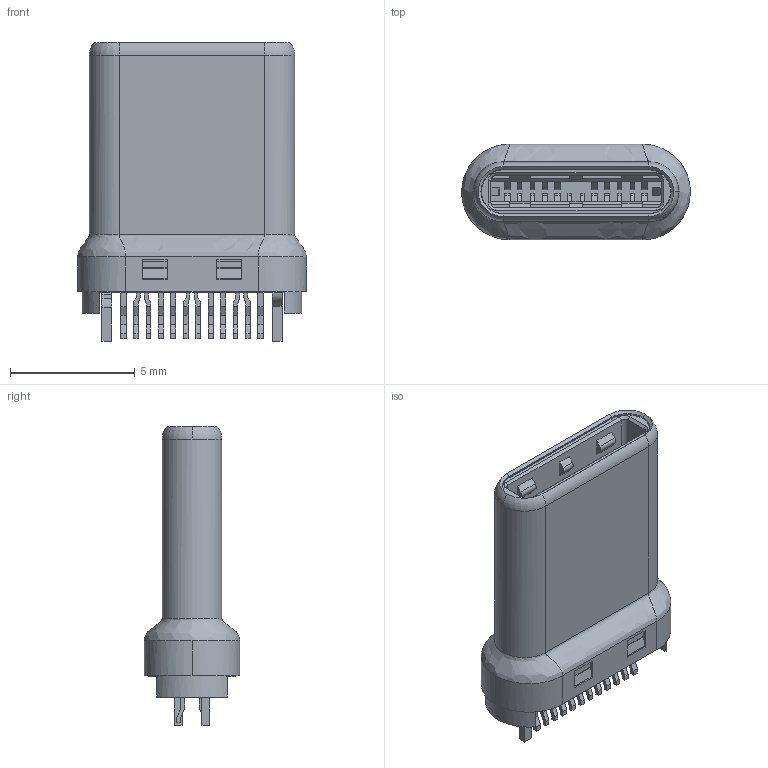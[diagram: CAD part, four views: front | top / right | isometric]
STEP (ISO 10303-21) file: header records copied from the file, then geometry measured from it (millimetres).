
FILE_DESCRIPTION (( 'STEP AP214' ), '1' );
FILE_NAME ('1054440001.STEP', '2019-08-29T12:44:52', ( '' ), ( '' ), 'SwSTEP 2.0', 'SolidWorks 2017', '' );
FILE_SCHEMA (( 'AUTOMOTIVE_DESIGN' ));
Length unit declared in the file: millimetre
Products named in the file (1): 1054440001
Bounding box: 9.18 x 3.84 x 12 mm (x, y, z)
Volume: 184.6 mm3; surface area: 721.5 mm2
Topology: 55 solids, 55 shells, 759 faces, 1893 edges, 1252 vertices
Faces by surface type: plane 654, cylinder 82, torus 12, cone 7, bspline 4
Entity records: 23860 total; most frequent: CARTESIAN_POINT 5509, ORIENTED_EDGE 3786, DIRECTION 3300, EDGE_CURVE 1893, VECTOR 1570, LINE 1570, VERTEX_POINT 1252, AXIS2_PLACEMENT_3D 865
